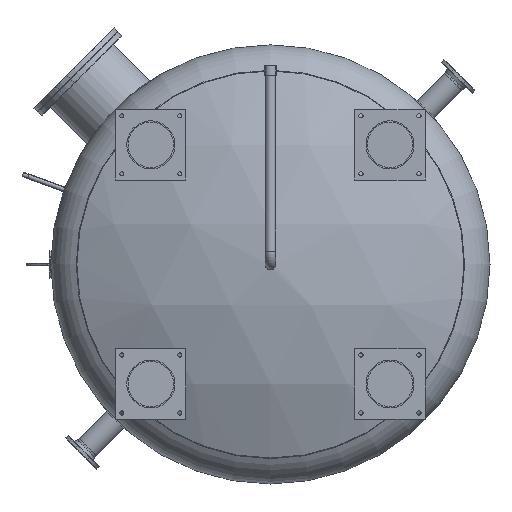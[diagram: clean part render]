
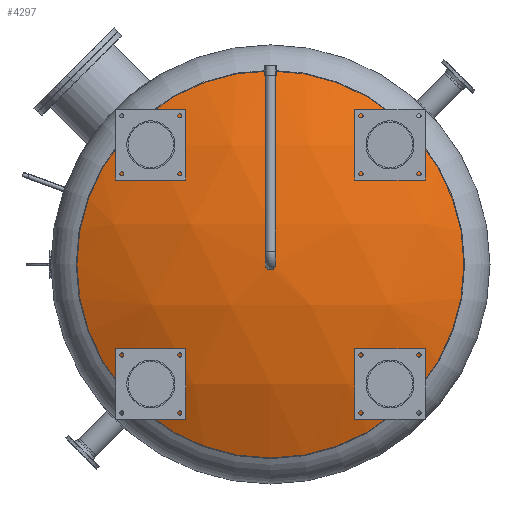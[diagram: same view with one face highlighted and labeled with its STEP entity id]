
A CAD part, front view. The second image highlights one B-rep face of the part: STEP entity #4297.
In plain terms, the highlighted spherical face has radius 2508.3 mm.
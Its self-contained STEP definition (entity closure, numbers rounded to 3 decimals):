
#395=FACE_BOUND('',#826,.T.);
#568=SPHERICAL_SURFACE('',#5041,2508.3);
#590=FACE_OUTER_BOUND('',#825,.T.);
#825=EDGE_LOOP('',(#2986,#2987));
#826=EDGE_LOOP('',(#2988));
#1692=CIRCLE('',#5032,30.15);
#1694=CIRCLE('',#5035,1105.547);
#1695=CIRCLE('',#5036,1105.547);
#1975=VERTEX_POINT('',#7037);
#1977=VERTEX_POINT('',#7043);
#1978=VERTEX_POINT('',#7044);
#2379=EDGE_CURVE('',#1975,#1975,#1692,.T.);
#2382=EDGE_CURVE('',#1977,#1978,#1694,.T.);
#2383=EDGE_CURVE('',#1978,#1977,#1695,.T.);
#2986=ORIENTED_EDGE('',*,*,#2382,.T.);
#2987=ORIENTED_EDGE('',*,*,#2383,.T.);
#2988=ORIENTED_EDGE('',*,*,#2379,.T.);
#4297=ADVANCED_FACE('',(#590,#395),#568,.T.);
#5032=AXIS2_PLACEMENT_3D('',#7038,#5651,#5652);
#5035=AXIS2_PLACEMENT_3D('',#7045,#5658,#5659);
#5036=AXIS2_PLACEMENT_3D('',#7046,#5660,#5661);
#5041=AXIS2_PLACEMENT_3D('',#7054,#5670,#5671);
#5651=DIRECTION('center_axis',(0.,-1.,0.));
#5652=DIRECTION('ref_axis',(1.,0.,0.));
#5658=DIRECTION('center_axis',(0.,1.,0.));
#5659=DIRECTION('ref_axis',(-1.,0.,0.));
#5660=DIRECTION('center_axis',(0.,1.,0.));
#5661=DIRECTION('ref_axis',(-1.,0.,0.));
#5670=DIRECTION('center_axis',(0.,0.,1.));
#5671=DIRECTION('ref_axis',(1.,0.,0.));
#7037=CARTESIAN_POINT('',(-30.15,521.292,0.));
#7038=CARTESIAN_POINT('Origin',(0.,521.292,0.));
#7043=CARTESIAN_POINT('',(-1105.547,264.692,0.));
#7044=CARTESIAN_POINT('',(0.,264.692,-1105.547));
#7045=CARTESIAN_POINT('Origin',(0.,264.692,
0.));
#7046=CARTESIAN_POINT('Origin',(0.,264.692,
0.));
#7054=CARTESIAN_POINT('Origin',(0.,-1986.827,0.));
